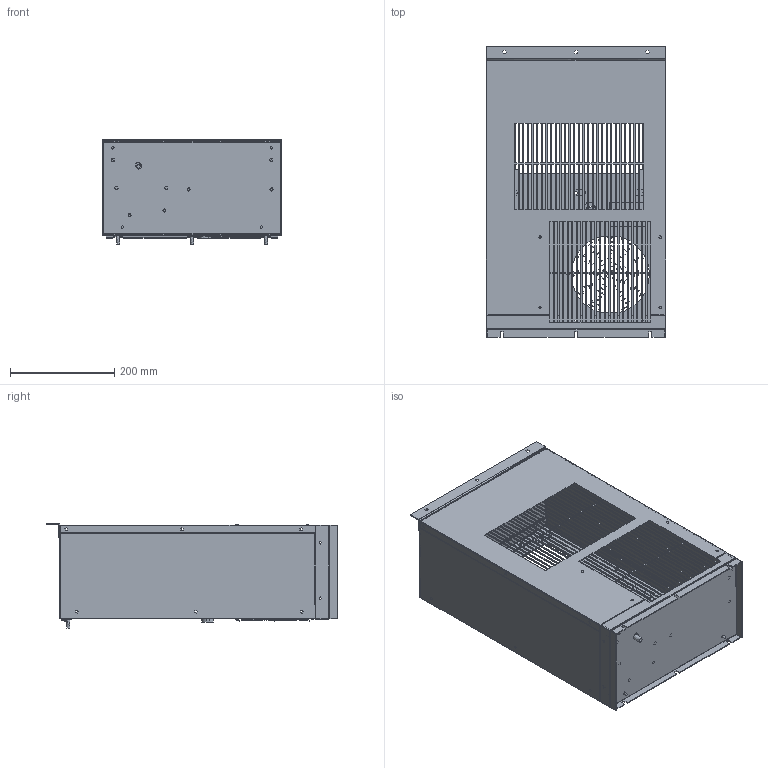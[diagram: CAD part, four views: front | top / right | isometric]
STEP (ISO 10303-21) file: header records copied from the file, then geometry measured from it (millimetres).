
FILE_DESCRIPTION((''),'2;1');
FILE_NAME('STEP-KA4C3DP21L.stp', '2011-08-05T10:34:51',('User'),('SDRC'),'I-DEAS Master Series','UNIX','Yes');
FILE_SCHEMA(('CONFIG_CONTROL_DESIGN', 'GEOMETRIC_VALIDATION_PROPERTIES_MIM','SHAPE_APPEARANCE_LAYER_MIM'));
Length unit declared in the file: inch
Bounding box: 344.88 x 557.99 x 200.14 mm (x, y, z)
Volume: 1081768.3 mm3; surface area: 1688470.7 mm2
Topology: 80 solids, 81 shells, 1497 faces, 3833 edges, 2478 vertices
Faces by surface type: bspline 1497
Entity records: 50407 total; most frequent: CARTESIAN_POINT 23477, ORIENTED_EDGE 7708, EDGE_CURVE 3872, OVER_RIDING_STYLED_ITEM 2883, QUASI_UNIFORM_CURVE 2531, VERTEX_POINT 2517, EDGE_LOOP 2033, FACE_OUTER_BOUND 1497
